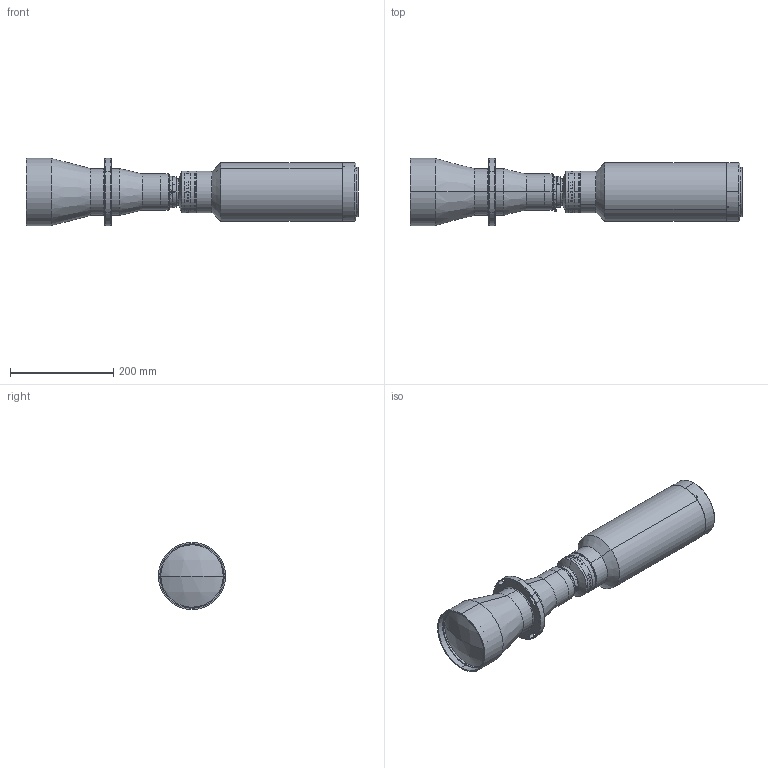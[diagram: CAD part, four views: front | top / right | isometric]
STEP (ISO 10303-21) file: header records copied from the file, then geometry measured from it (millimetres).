
FILE_DESCRIPTION (( 'STEP AP203' ), '1' );
FILE_NAME ('XF-PTL11082-M95-12-VI.STEP', '2019-06-13T07:25:20', ( 'canrill005' ), ( '' ), 'SwSTEP 2.0', 'SolidWorks 2014', '' );
FILE_SCHEMA (( 'CONFIG_CONTROL_DESIGN' ));
Length unit declared in the file: millimetre
Products named in the file (2): XF-PTL11082-M95-12-VI
Bounding box: 643.65 x 130 x 130 mm (x, y, z)
Surface area: 287528.7 mm2 (no closed solid volume)
Topology: 0 solids, 85 shells, 279 faces, 1899 edges, 1684 vertices
Faces by surface type: cylinder 191, plane 46, cone 38, sphere 2, torus 2
Entity records: 30912 total; most frequent: CARTESIAN_POINT 17476, DIRECTION 2544, ORIENTED_EDGE 2328, EDGE_CURVE 1899, VERTEX_POINT 1684, AXIS2_PLACEMENT_3D 995, CIRCLE 714, B_SPLINE_CURVE_WITH_KNOTS 631
